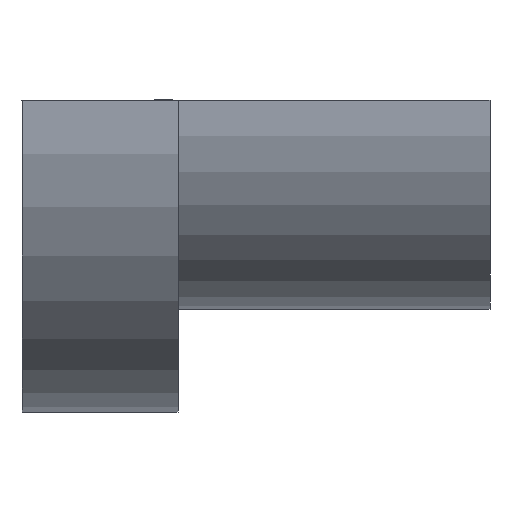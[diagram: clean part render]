
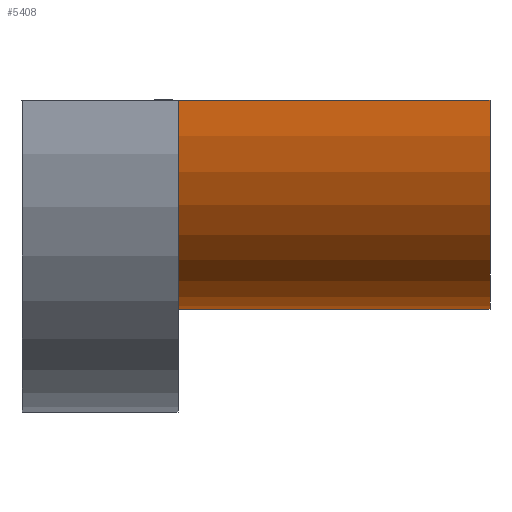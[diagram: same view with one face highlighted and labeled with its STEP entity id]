
A CAD part, left-side view. The second image highlights one B-rep face of the part: STEP entity #5408.
In plain terms, the highlighted cylindrical face has radius 51.13 mm (diameter 102.26 mm), a partial arc.
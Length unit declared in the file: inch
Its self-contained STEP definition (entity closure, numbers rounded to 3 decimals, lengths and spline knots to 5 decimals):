
#98 = AXIS2_PLACEMENT_3D ( 'NONE', #809, #1952, #3026 ) ;
#268 = CARTESIAN_POINT ( 'NONE',  ( 2.013, 0.5, 0. ) ) ;
#538 = CARTESIAN_POINT ( 'NONE',  ( 0., -2.5, 0. ) ) ;
#558 = CARTESIAN_POINT ( 'NONE',  ( 2.013, -2.5, 0. ) ) ;
#573 = DIRECTION ( 'NONE',  ( 0., 0., 1. ) ) ;
#736 = AXIS2_PLACEMENT_3D ( 'NONE', #538, #4776, #573 ) ;
#809 = CARTESIAN_POINT ( 'NONE',  ( 0., -2.5, 0. ) ) ;
#1036 = DIRECTION ( 'NONE',  ( 0., 0., 1. ) ) ;
#1066 = CYLINDRICAL_SURFACE ( 'NONE', #736, 2.013 ) ;
#1332 = CIRCLE ( 'NONE', #98, 2.013 ) ;
#1378 = CARTESIAN_POINT ( 'NONE',  ( -2.013, -2.5, 0. ) ) ;
#1511 = ORIENTED_EDGE ( 'NONE', *, *, #2668, .T. ) ;
#1623 = FACE_OUTER_BOUND ( 'NONE', #6434, .T. ) ;
#1684 = DIRECTION ( 'NONE',  ( 0., -1., 0. ) ) ;
#1734 = EDGE_CURVE ( 'NONE', #2942, #6676, #1782, .T. ) ;
#1782 = LINE ( 'NONE', #6003, #4008 ) ;
#1952 = DIRECTION ( 'NONE',  ( 0., 1., 0. ) ) ;
#2668 = EDGE_CURVE ( 'NONE', #6676, #2679, #1332, .T. ) ;
#2679 = VERTEX_POINT ( 'NONE', #6665 ) ;
#2692 = ORIENTED_EDGE ( 'NONE', *, *, #4439, .T. ) ;
#2942 = VERTEX_POINT ( 'NONE', #268 ) ;
#3026 = DIRECTION ( 'NONE',  ( 0., 0., 1. ) ) ;
#3190 = CARTESIAN_POINT ( 'NONE',  ( -2.013, 0.5, 0. ) ) ;
#3222 = DIRECTION ( 'NONE',  ( 0., 1., 0. ) ) ;
#3417 = CIRCLE ( 'NONE', #6606, 2.013 ) ;
#3481 = DIRECTION ( 'NONE',  ( 0., 1., 0. ) ) ;
#3697 = CARTESIAN_POINT ( 'NONE',  ( 0., 0.5, 0. ) ) ;
#4008 = VECTOR ( 'NONE', #1684, 39.37008 ) ;
#4439 = EDGE_CURVE ( 'NONE', #2679, #5686, #6116, .T. ) ;
#4776 = DIRECTION ( 'NONE',  ( 0., 1., 0. ) ) ;
#4882 = ORIENTED_EDGE ( 'NONE', *, *, #5377, .F. ) ;
#5377 = EDGE_CURVE ( 'NONE', #2942, #5686, #3417, .T. ) ;
#5408 = ADVANCED_FACE ( 'NONE', ( #1623 ), #1066, .T. ) ;
#5506 = VECTOR ( 'NONE', #3481, 39.37008 ) ;
#5686 = VERTEX_POINT ( 'NONE', #3190 ) ;
#6003 = CARTESIAN_POINT ( 'NONE',  ( 2.013, -2.5, 0. ) ) ;
#6116 = LINE ( 'NONE', #1378, #5506 ) ;
#6318 = ORIENTED_EDGE ( 'NONE', *, *, #1734, .T. ) ;
#6434 = EDGE_LOOP ( 'NONE', ( #4882, #6318, #1511, #2692 ) ) ;
#6606 = AXIS2_PLACEMENT_3D ( 'NONE', #3697, #3222, #1036 ) ;
#6665 = CARTESIAN_POINT ( 'NONE',  ( -2.013, -2.5, 0. ) ) ;
#6676 = VERTEX_POINT ( 'NONE', #558 ) ;
